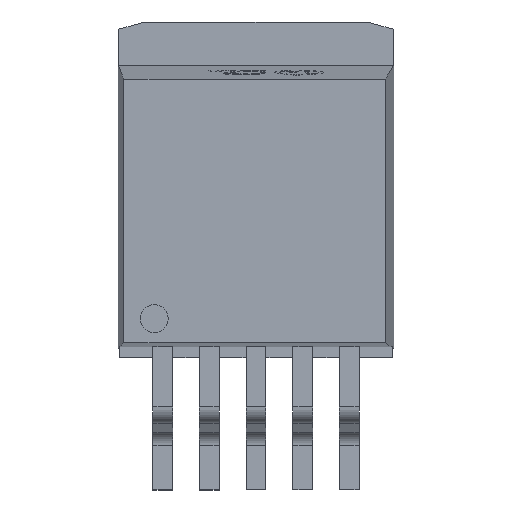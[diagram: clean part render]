
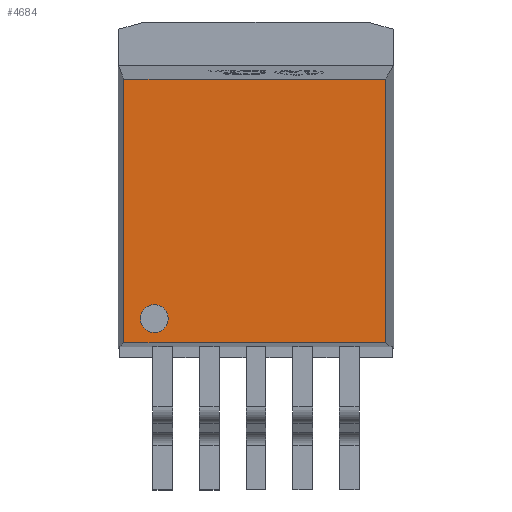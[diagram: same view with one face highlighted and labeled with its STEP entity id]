
A CAD part, top view. The second image highlights one B-rep face of the part: STEP entity #4684.
In plain terms, the highlighted planar face has unit normal (0, 0, 1).
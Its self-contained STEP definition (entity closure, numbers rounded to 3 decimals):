
#660 = DIRECTION ( 'NONE',  ( 0., 0., 1. ) ) ;
#661 = AXIS2_PLACEMENT_3D ( 'NONE', #4107, #8021, #10284 ) ;
#1074 = CARTESIAN_POINT ( 'NONE',  ( -3.152, -4.016, 4.47 ) ) ;
#1686 = CARTESIAN_POINT ( 'NONE',  ( -4.74, -4.88, 4.47 ) ) ;
#1689 = CARTESIAN_POINT ( 'NONE',  ( -3.652, -4.016, 4.47 ) ) ;
#1820 = EDGE_CURVE ( 'NONE', #2103, #11505, #7403, .T. ) ;
#2103 = VERTEX_POINT ( 'NONE', #7493 ) ;
#2257 = CARTESIAN_POINT ( 'NONE',  ( -4.152, -4.016, 4.47 ) ) ;
#2368 = LINE ( 'NONE', #7138, #10932 ) ;
#2414 = VERTEX_POINT ( 'NONE', #1074 ) ;
#2468 = CARTESIAN_POINT ( 'NONE',  ( -4.74, -4.88, 4.47 ) ) ;
#2484 = VERTEX_POINT ( 'NONE', #2257 ) ;
#2777 = ORIENTED_EDGE ( 'NONE', *, *, #11970, .T. ) ;
#3035 = DIRECTION ( 'NONE',  ( 1., 0., 0. ) ) ;
#3811 = VECTOR ( 'NONE', #4870, 1000. ) ;
#3828 = EDGE_LOOP ( 'NONE', ( #10619, #13872 ) ) ;
#4107 = CARTESIAN_POINT ( 'NONE',  ( 0., 0., 4.47 ) ) ;
#4529 = CIRCLE ( 'NONE', #6514, 0.5 ) ;
#4551 = ORIENTED_EDGE ( 'NONE', *, *, #14381, .T. ) ;
#4684 = ADVANCED_FACE ( 'NONE', ( #11541, #13966 ), #5409, .T. ) ;
#4859 = EDGE_CURVE ( 'NONE', #11505, #12154, #2368, .T. ) ;
#4870 = DIRECTION ( 'NONE',  ( 0., -1., 0. ) ) ;
#5409 = PLANE ( 'NONE',  #661 ) ;
#6514 = AXIS2_PLACEMENT_3D ( 'NONE', #1689, #660, #3035 ) ;
#6526 = DIRECTION ( 'NONE',  ( 1., 0., 0. ) ) ;
#7138 = CARTESIAN_POINT ( 'NONE',  ( -4.74, 4.58, 4.47 ) ) ;
#7141 = DIRECTION ( 'NONE',  ( 1., 0., 0. ) ) ;
#7403 = LINE ( 'NONE', #8328, #11029 ) ;
#7417 = CARTESIAN_POINT ( 'NONE',  ( -4.74, 4.58, 4.47 ) ) ;
#7493 = CARTESIAN_POINT ( 'NONE',  ( 4.64, -4.88, 4.47 ) ) ;
#7742 = EDGE_CURVE ( 'NONE', #2414, #2484, #14794, .T. ) ;
#8021 = DIRECTION ( 'NONE',  ( 0., 0., 1. ) ) ;
#8328 = CARTESIAN_POINT ( 'NONE',  ( 4.64, 4.58, 4.47 ) ) ;
#8895 = LINE ( 'NONE', #1686, #12633 ) ;
#9054 = AXIS2_PLACEMENT_3D ( 'NONE', #11920, #10439, #7141 ) ;
#9289 = ORIENTED_EDGE ( 'NONE', *, *, #4859, .T. ) ;
#10284 = DIRECTION ( 'NONE',  ( 1., 0., 0. ) ) ;
#10439 = DIRECTION ( 'NONE',  ( 0., 0., 1. ) ) ;
#10619 = ORIENTED_EDGE ( 'NONE', *, *, #7742, .F. ) ;
#10625 = EDGE_LOOP ( 'NONE', ( #4551, #2777, #12642, #9289 ) ) ;
#10932 = VECTOR ( 'NONE', #15516, 1000. ) ;
#11029 = VECTOR ( 'NONE', #14349, 1000. ) ;
#11383 = VERTEX_POINT ( 'NONE', #2468 ) ;
#11474 = CARTESIAN_POINT ( 'NONE',  ( 4.64, 4.58, 4.47 ) ) ;
#11505 = VERTEX_POINT ( 'NONE', #11474 ) ;
#11541 = FACE_BOUND ( 'NONE', #3828, .T. ) ;
#11920 = CARTESIAN_POINT ( 'NONE',  ( -3.652, -4.016, 4.47 ) ) ;
#11970 = EDGE_CURVE ( 'NONE', #11383, #2103, #8895, .T. ) ;
#12154 = VERTEX_POINT ( 'NONE', #15461 ) ;
#12191 = LINE ( 'NONE', #7417, #3811 ) ;
#12633 = VECTOR ( 'NONE', #6526, 1000. ) ;
#12642 = ORIENTED_EDGE ( 'NONE', *, *, #1820, .T. ) ;
#13480 = EDGE_CURVE ( 'NONE', #2484, #2414, #4529, .T. ) ;
#13872 = ORIENTED_EDGE ( 'NONE', *, *, #13480, .F. ) ;
#13966 = FACE_OUTER_BOUND ( 'NONE', #10625, .T. ) ;
#14349 = DIRECTION ( 'NONE',  ( 0., 1., 0. ) ) ;
#14381 = EDGE_CURVE ( 'NONE', #12154, #11383, #12191, .T. ) ;
#14794 = CIRCLE ( 'NONE', #9054, 0.5 ) ;
#15461 = CARTESIAN_POINT ( 'NONE',  ( -4.74, 4.58, 4.47 ) ) ;
#15516 = DIRECTION ( 'NONE',  ( -1., 0., 0. ) ) ;
